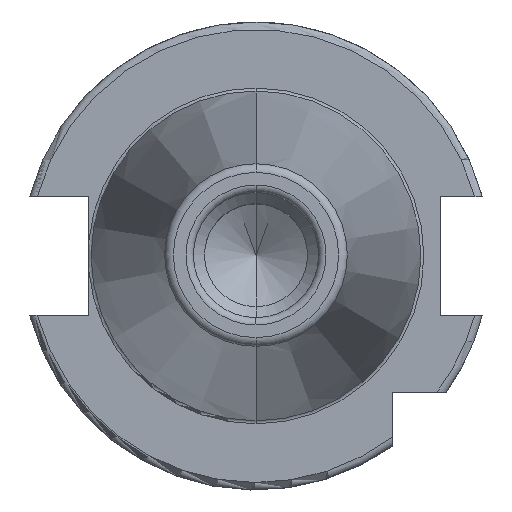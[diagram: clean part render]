
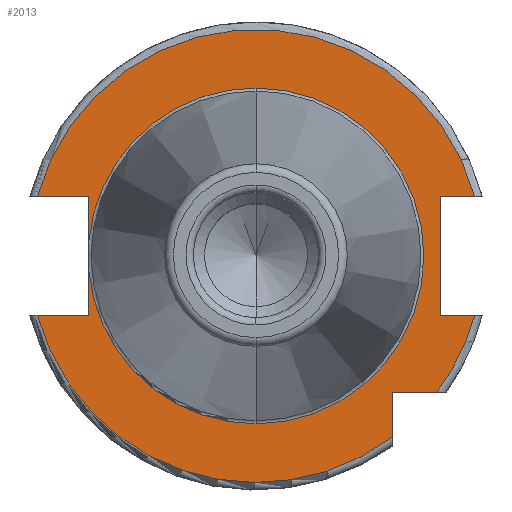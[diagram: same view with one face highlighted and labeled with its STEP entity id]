
A CAD part, top view. The second image highlights one B-rep face of the part: STEP entity #2013.
In plain terms, the highlighted planar face has unit normal (0, 0, 1).
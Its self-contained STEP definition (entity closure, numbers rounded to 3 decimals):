
#273=CARTESIAN_POINT('',(0,0,15.9));
#274=DIRECTION('',(0,0,-1));
#275=DIRECTION('',(0,1,0));
#276=AXIS2_PLACEMENT_3D('',#273,#274,#275);
#288=CARTESIAN_POINT('',(0,0,15.9));
#289=DIRECTION('',(0,0,1));
#290=DIRECTION('',(0,1,0));
#291=AXIS2_PLACEMENT_3D('',#288,#289,#290);
#303=CARTESIAN_POINT('',(0,0,15.9));
#304=DIRECTION('',(0,0,1));
#305=DIRECTION('',(-0.996,-0.094,0));
#306=AXIS2_PLACEMENT_3D('',#303,#304,#305);
#359=DIRECTION('',(1,0,0));
#360=VECTOR('',#359,7.004);
#361=CARTESIAN_POINT('',(-29.704,-8.05,15.9));
#362=LINE('',#361,#360);
#363=DIRECTION('',(0,1,0));
#364=VECTOR('',#363,5.917);
#365=CARTESIAN_POINT('',(-22.7,-8.05,15.9));
#366=LINE('',#365,#364);
#367=DIRECTION('',(0,1,0));
#368=VECTOR('',#367,5.917);
#369=CARTESIAN_POINT('',(-22.7,2.133,15.9));
#370=LINE('',#369,#368);
#371=DIRECTION('',(1,0,0));
#372=VECTOR('',#371,7.004);
#373=CARTESIAN_POINT('',(-29.704,8.05,15.9));
#374=LINE('',#373,#372);
#375=DIRECTION('',(-1,0,0));
#376=VECTOR('',#375,4.704);
#377=CARTESIAN_POINT('',(29.704,8.05,15.9));
#378=LINE('',#377,#376);
#379=DIRECTION('',(0,-1,0));
#380=VECTOR('',#379,16.1);
#381=CARTESIAN_POINT('',(25,8.05,15.9));
#382=LINE('',#381,#380);
#383=DIRECTION('',(-1,0,0));
#384=VECTOR('',#383,4.704);
#385=CARTESIAN_POINT('',(29.704,-8.05,15.9));
#386=LINE('',#385,#384);
#387=CARTESIAN_POINT('',(0,0,15.9));
#388=DIRECTION('',(0,0,1));
#389=DIRECTION('',(0.799,-0.601,0));
#390=AXIS2_PLACEMENT_3D('',#387,#388,#389);
#392=DIRECTION('',(-1,0,0));
#393=VECTOR('',#392,6.094);
#394=CARTESIAN_POINT('',(24.594,-18.5,15.9));
#395=LINE('',#394,#393);
#396=DIRECTION('',(0,1,0));
#397=VECTOR('',#396,6.094);
#398=CARTESIAN_POINT('',(18.5,-24.594,15.9));
#399=LINE('',#398,#397);
#983=CARTESIAN_POINT('',(0,0,15.9));
#984=DIRECTION('',(0,0,1));
#985=DIRECTION('',(0.965,0.262,0));
#986=AXIS2_PLACEMENT_3D('',#983,#984,#985);
#1034=CARTESIAN_POINT('',(0,0,15.9));
#1035=DIRECTION('',(0,0,1));
#1036=DIRECTION('',(-0.965,-0.262,0));
#1037=AXIS2_PLACEMENT_3D('',#1034,#1035,#1036);
#1198=CARTESIAN_POINT('',(0,22.8,15.9));
#1200=VERTEX_POINT('',#1198);
#1222=CARTESIAN_POINT('',(0,-22.8,15.9));
#1224=VERTEX_POINT('',#1222);
#1370=CARTESIAN_POINT('',(-29.704,-8.05,15.9));
#1371=CARTESIAN_POINT('',(-22.7,-8.05,15.9));
#1372=VERTEX_POINT('',#1370);
#1373=VERTEX_POINT('',#1371);
#1374=CARTESIAN_POINT('',(-22.7,-2.133,15.9));
#1375=VERTEX_POINT('',#1374);
#1376=CARTESIAN_POINT('',(-22.7,2.133,15.9));
#1377=CARTESIAN_POINT('',(-22.7,8.05,15.9));
#1378=VERTEX_POINT('',#1376);
#1379=VERTEX_POINT('',#1377);
#1380=CARTESIAN_POINT('',(-29.704,8.05,15.9));
#1381=VERTEX_POINT('',#1380);
#1382=CARTESIAN_POINT('',(25,8.05,15.9));
#1383=CARTESIAN_POINT('',(25,-8.05,15.9));
#1384=VERTEX_POINT('',#1382);
#1385=VERTEX_POINT('',#1383);
#1386=CARTESIAN_POINT('',(29.704,-8.05,15.9));
#1387=VERTEX_POINT('',#1386);
#1388=CARTESIAN_POINT('',(29.704,8.05,15.9));
#1389=VERTEX_POINT('',#1388);
#1390=CARTESIAN_POINT('',(18.5,-24.594,15.9));
#1391=CARTESIAN_POINT('',(18.5,-18.5,15.9));
#1392=VERTEX_POINT('',#1390);
#1393=VERTEX_POINT('',#1391);
#1394=CARTESIAN_POINT('',(24.594,-18.5,15.9));
#1395=VERTEX_POINT('',#1394);
#1982=CARTESIAN_POINT('',(0,0,15.9));
#1983=DIRECTION('',(0,0,-1));
#1984=DIRECTION('',(0,-1,0));
#1985=AXIS2_PLACEMENT_3D('',#1982,#1983,#1984);
#1986=PLANE('',#1985);
#1987=ORIENTED_EDGE('',*,*,#1955,.T.);
#1988=ORIENTED_EDGE('',*,*,#1906,.T.);
#1989=ORIENTED_EDGE('',*,*,#1889,.T.);
#1990=ORIENTED_EDGE('',*,*,#1869,.F.);
#1991=ORIENTED_EDGE('',*,*,#1884,.T.);
#1992=ORIENTED_EDGE('',*,*,#1903,.T.);
#1994=ORIENTED_EDGE('',*,*,#1993,.F.);
#1996=ORIENTED_EDGE('',*,*,#1995,.F.);
#1998=ORIENTED_EDGE('',*,*,#1997,.T.);
#2000=ORIENTED_EDGE('',*,*,#1999,.T.);
#2002=ORIENTED_EDGE('',*,*,#2001,.F.);
#2004=ORIENTED_EDGE('',*,*,#2003,.F.);
#2006=ORIENTED_EDGE('',*,*,#2005,.T.);
#2008=ORIENTED_EDGE('',*,*,#2007,.F.);
#2010=ORIENTED_EDGE('',*,*,#2009,.F.);
#2011=EDGE_LOOP('',(#1987,#1988,#1989,#1990,#1991,#1992,#1994,#1996,#1998,#2000,
#2002,#2004,#2006,#2008,#2010));
#2012=FACE_OUTER_BOUND('',#2011,.F.);
#2013=ADVANCED_FACE('',(#2012),#1986,.F.);
#277=CIRCLE('',#276,22.8);
#292=CIRCLE('',#291,22.8);
#307=CIRCLE('',#306,22.8);
#391=CIRCLE('',#390,30.775);
#987=CIRCLE('',#986,30.775);
#1038=CIRCLE('',#1037,30.775);
#1869=EDGE_CURVE('',#1200,#1224,#277,.T.);
#1884=EDGE_CURVE('',#1200,#1378,#292,.T.);
#1889=EDGE_CURVE('',#1375,#1224,#307,.T.);
#1903=EDGE_CURVE('',#1378,#1379,#370,.T.);
#1906=EDGE_CURVE('',#1373,#1375,#366,.T.);
#1955=EDGE_CURVE('',#1372,#1373,#362,.T.);
#1993=EDGE_CURVE('',#1381,#1379,#374,.T.);
#1995=EDGE_CURVE('',#1389,#1381,#987,.T.);
#1997=EDGE_CURVE('',#1389,#1384,#378,.T.);
#1999=EDGE_CURVE('',#1384,#1385,#382,.T.);
#2001=EDGE_CURVE('',#1387,#1385,#386,.T.);
#2003=EDGE_CURVE('',#1395,#1387,#391,.T.);
#2005=EDGE_CURVE('',#1395,#1393,#395,.T.);
#2007=EDGE_CURVE('',#1392,#1393,#399,.T.);
#2009=EDGE_CURVE('',#1372,#1392,#1038,.T.);
